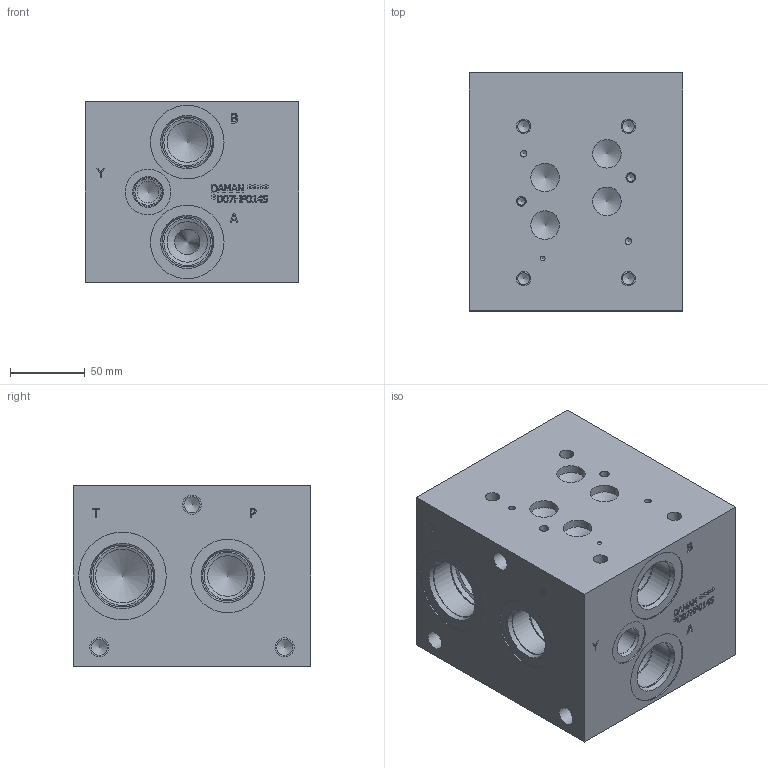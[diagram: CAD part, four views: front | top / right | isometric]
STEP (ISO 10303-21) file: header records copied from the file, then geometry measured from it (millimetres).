
FILE_DESCRIPTION(/* description */ (''),/* implementation_level */ '2;1');
FILE_NAME(/* name */ '_D07HP014S.stp',/* time_stamp */ '2020-03-26T11:54:58-04:00',/* author */ ('devonn'),/* organization */ (''),/* preprocessor_version */ 'ST-DEVELOPER v17',/* originating_system */ 'Autodesk Inventor 2019',/* authorisation */ '');
FILE_SCHEMA (('AUTOMOTIVE_DESIGN { 1 0 10303 214 3 1 1 }'));
Length unit declared in the file: millimetre
Products named in the file (1): Part_AD07HP014S.D08007R5_3D
Bounding box: 142.85 x 158.75 x 120.65 mm (x, y, z)
Volume: 2475397.1 mm3; surface area: 156162.4 mm2
Topology: 1 solids, 1 shells, 549 faces, 1483 edges, 1001 vertices
Faces by surface type: plane 335, bspline 95, cylinder 68, cone 51
Full cylindrical faces by diameter (mm): 3.175 x1, 4.343 x2, 5.105 x2, 6.35 x2, 7.925 x4, 9.525 x4, 10.719 x6, 12.7 x6, 14.275 x1, 17.501 x1, 19.05 x5, 19.253 x1, 27 x4, 30.632 x1, 31.267 x4, 33.34 x2, 33.35 x2, 33.757 x4, 35.509 x2, 35.712 x2, 39.218 x2, 41.275 x1, 41.28 x1, 41.758 x1, 43.51 x1, 49.124 x4, 58.572 x2
Entity records: 18027 total; most frequent: CARTESIAN_POINT 4243, ORIENTED_EDGE 2914, DIRECTION 2426, EDGE_CURVE 1457, LINE 1018, VECTOR 1018, VERTEX_POINT 1001, AXIS2_PLACEMENT_3D 704
